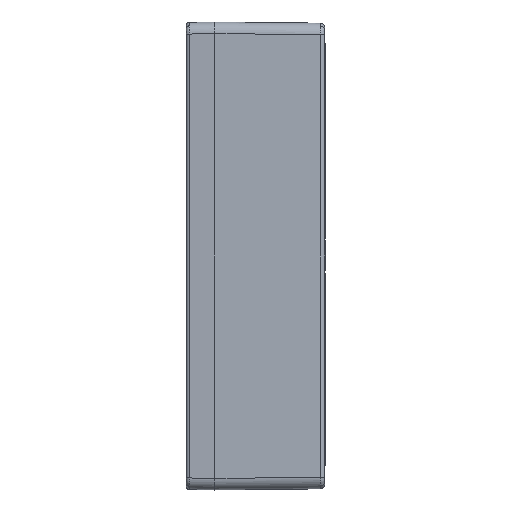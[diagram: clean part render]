
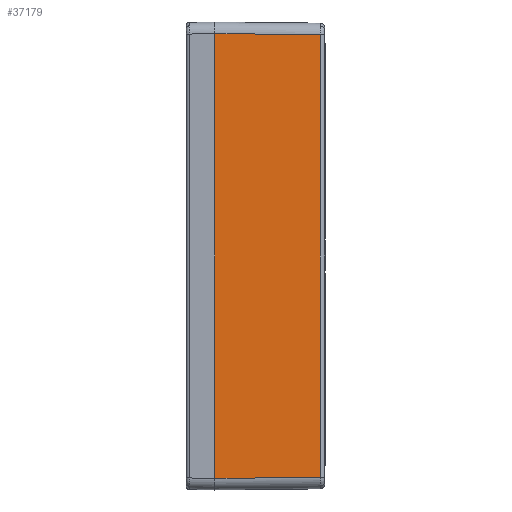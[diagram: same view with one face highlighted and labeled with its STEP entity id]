
A CAD part, left-side view. The second image highlights one B-rep face of the part: STEP entity #37179.
In plain terms, the highlighted planar face has unit normal (-1, -0.011, 0).
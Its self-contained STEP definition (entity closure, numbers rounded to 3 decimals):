
#849 = ORIENTED_EDGE ( 'NONE', *, *, #57537, .F. ) ;
#4176 = DIRECTION ( 'NONE',  ( 0., 0., 1. ) ) ;
#4458 = VECTOR ( 'NONE', #16778, 1000. ) ;
#5015 = VERTEX_POINT ( 'NONE', #15622 ) ;
#6816 = VECTOR ( 'NONE', #4176, 1000. ) ;
#9872 = ORIENTED_EDGE ( 'NONE', *, *, #27089, .T. ) ;
#11683 = DIRECTION ( 'NONE',  ( 0., 0., 1. ) ) ;
#12439 = CARTESIAN_POINT ( 'NONE',  ( -200., 2., -202.5 ) ) ;
#13632 = LINE ( 'NONE', #30892, #47358 ) ;
#15269 = EDGE_CURVE ( 'NONE', #50673, #36960, #16635, .T. ) ;
#15622 = CARTESIAN_POINT ( 'NONE',  ( -199.02, -91.542, -191.521 ) ) ;
#15663 = VERTEX_POINT ( 'NONE', #43827 ) ;
#16039 = AXIS2_PLACEMENT_3D ( 'NONE', #12439, #26295, #58376 ) ;
#16635 = LINE ( 'NONE', #35032, #4458 ) ;
#16778 = DIRECTION ( 'NONE',  ( -0.01, 1., 0.01 ) ) ;
#19213 = ORIENTED_EDGE ( 'NONE', *, *, #38330, .T. ) ;
#20322 = EDGE_LOOP ( 'NONE', ( #9872, #19213, #43888, #849 ) ) ;
#26291 = DIRECTION ( 'NONE',  ( 0.01, -1., 0.01 ) ) ;
#26295 = DIRECTION ( 'NONE',  ( -1., -0.01, 0. ) ) ;
#27016 = CARTESIAN_POINT ( 'NONE',  ( -199.974, -0.5, -202.5 ) ) ;
#27089 = EDGE_CURVE ( 'NONE', #15663, #5015, #13632, .T. ) ;
#30892 = CARTESIAN_POINT ( 'NONE',  ( -200.001, 2.105, -192.502 ) ) ;
#35032 = CARTESIAN_POINT ( 'NONE',  ( -199.957, -2.136, 192.457 ) ) ;
#36960 = VERTEX_POINT ( 'NONE', #51218 ) ;
#37179 = ADVANCED_FACE ( 'NONE', ( #45773 ), #53788, .T. ) ;
#37745 = LINE ( 'NONE', #39161, #39173 ) ;
#38175 = CARTESIAN_POINT ( 'NONE',  ( -199.02, -91.542, 191.521 ) ) ;
#38330 = EDGE_CURVE ( 'NONE', #5015, #50673, #37745, .T. ) ;
#39161 = CARTESIAN_POINT ( 'NONE',  ( -199.02, -91.542, 191.479 ) ) ;
#39173 = VECTOR ( 'NONE', #11683, 1000. ) ;
#43438 = LINE ( 'NONE', #27016, #6816 ) ;
#43827 = CARTESIAN_POINT ( 'NONE',  ( -199.974, -0.5, -192.474 ) ) ;
#43888 = ORIENTED_EDGE ( 'NONE', *, *, #15269, .T. ) ;
#45773 = FACE_OUTER_BOUND ( 'NONE', #20322, .T. ) ;
#47358 = VECTOR ( 'NONE', #26291, 1000. ) ;
#50673 = VERTEX_POINT ( 'NONE', #38175 ) ;
#51218 = CARTESIAN_POINT ( 'NONE',  ( -199.974, -0.5, 192.474 ) ) ;
#53788 = PLANE ( 'NONE',  #16039 ) ;
#57537 = EDGE_CURVE ( 'NONE', #15663, #36960, #43438, .T. ) ;
#58376 = DIRECTION ( 'NONE',  ( 0.01, -1., 0. ) ) ;
